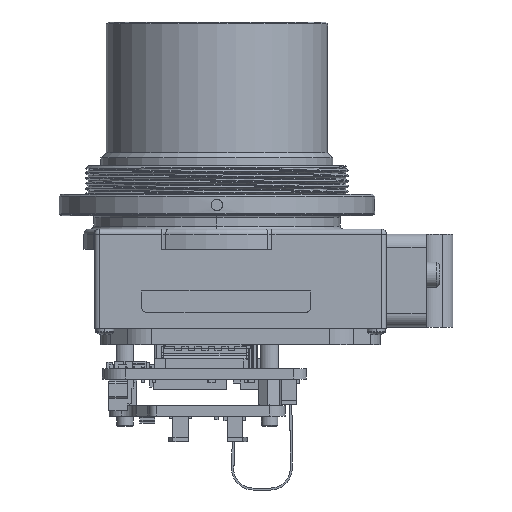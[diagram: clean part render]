
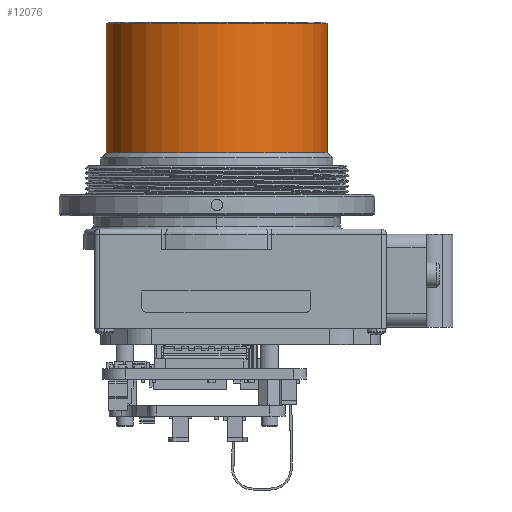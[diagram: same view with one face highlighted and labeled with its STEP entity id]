
A CAD part, left-side view. The second image highlights one B-rep face of the part: STEP entity #12076.
In plain terms, the highlighted cylindrical face has radius 16.66 mm (diameter 33.32 mm), a partial arc.
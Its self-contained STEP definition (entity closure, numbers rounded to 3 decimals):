
#934 = ORIENTED_EDGE ( 'NONE', *, *, #23931, .F. ) ;
#3463 = ORIENTED_EDGE ( 'NONE', *, *, #101349, .F. ) ;
#4454 = CARTESIAN_POINT ( 'NONE',  ( 18.542, -18.415, 1.967 ) ) ;
#11838 = CARTESIAN_POINT ( 'NONE',  ( 18.542, -1.755, 1.967 ) ) ;
#12076 = ADVANCED_FACE ( 'NONE', ( #26986 ), #20213, .T. ) ;
#14919 = CIRCLE ( 'NONE', #29864, 16.66 ) ;
#17325 = VERTEX_POINT ( 'NONE', #86690 ) ;
#20213 = CYLINDRICAL_SURFACE ( 'NONE', #64786, 16.66 ) ;
#23292 = DIRECTION ( 'NONE',  ( 0., 0., 1. ) ) ;
#23746 = ORIENTED_EDGE ( 'NONE', *, *, #91937, .T. ) ;
#23931 = EDGE_CURVE ( 'NONE', #97930, #28560, #80446, .T. ) ;
#24013 = CIRCLE ( 'NONE', #37294, 16.66 ) ;
#26986 = FACE_OUTER_BOUND ( 'NONE', #97827, .T. ) ;
#28560 = VERTEX_POINT ( 'NONE', #40207 ) ;
#29864 = AXIS2_PLACEMENT_3D ( 'NONE', #4454, #92413, #39132 ) ;
#37294 = AXIS2_PLACEMENT_3D ( 'NONE', #79960, #49192, #95050 ) ;
#39132 = DIRECTION ( 'NONE',  ( 0., -1., 0. ) ) ;
#40207 = CARTESIAN_POINT ( 'NONE',  ( 18.542, -1.755, 21.347 ) ) ;
#47642 = DIRECTION ( 'NONE',  ( 0., 0., 1. ) ) ;
#49192 = DIRECTION ( 'NONE',  ( 0., 0., -1. ) ) ;
#49994 = CARTESIAN_POINT ( 'NONE',  ( 18.542, -35.075, 1.967 ) ) ;
#58252 = EDGE_CURVE ( 'NONE', #74731, #17325, #77466, .T. ) ;
#61391 = VECTOR ( 'NONE', #23292, 1000. ) ;
#64786 = AXIS2_PLACEMENT_3D ( 'NONE', #75422, #75940, #89487 ) ;
#71116 = CARTESIAN_POINT ( 'NONE',  ( 18.542, -1.755, 1.967 ) ) ;
#74731 = VERTEX_POINT ( 'NONE', #49994 ) ;
#75422 = CARTESIAN_POINT ( 'NONE',  ( 18.542, -18.415, -8.803 ) ) ;
#75940 = DIRECTION ( 'NONE',  ( 0., 0., 1. ) ) ;
#77466 = LINE ( 'NONE', #94609, #61391 ) ;
#79960 = CARTESIAN_POINT ( 'NONE',  ( 18.542, -18.415, 21.347 ) ) ;
#80446 = LINE ( 'NONE', #71116, #100019 ) ;
#86690 = CARTESIAN_POINT ( 'NONE',  ( 18.542, -35.075, 21.347 ) ) ;
#89487 = DIRECTION ( 'NONE',  ( 0., -1., 0. ) ) ;
#91937 = EDGE_CURVE ( 'NONE', #17325, #28560, #24013, .T. ) ;
#92413 = DIRECTION ( 'NONE',  ( 0., 0., -1. ) ) ;
#94609 = CARTESIAN_POINT ( 'NONE',  ( 18.542, -35.075, 1.967 ) ) ;
#95050 = DIRECTION ( 'NONE',  ( 0., -1., 0. ) ) ;
#95851 = ORIENTED_EDGE ( 'NONE', *, *, #58252, .T. ) ;
#97827 = EDGE_LOOP ( 'NONE', ( #23746, #934, #3463, #95851 ) ) ;
#97930 = VERTEX_POINT ( 'NONE', #11838 ) ;
#100019 = VECTOR ( 'NONE', #47642, 1000. ) ;
#101349 = EDGE_CURVE ( 'NONE', #74731, #97930, #14919, .T. ) ;
